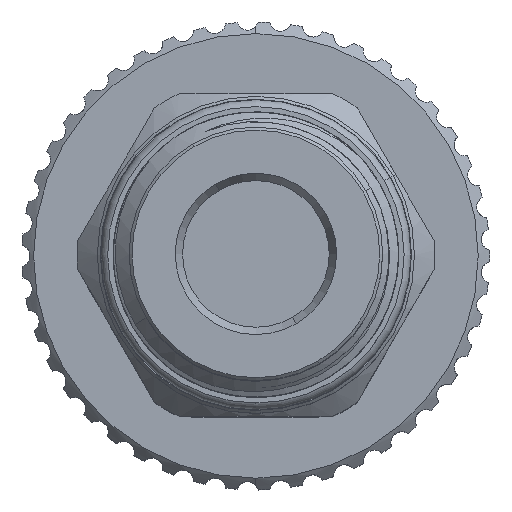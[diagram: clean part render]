
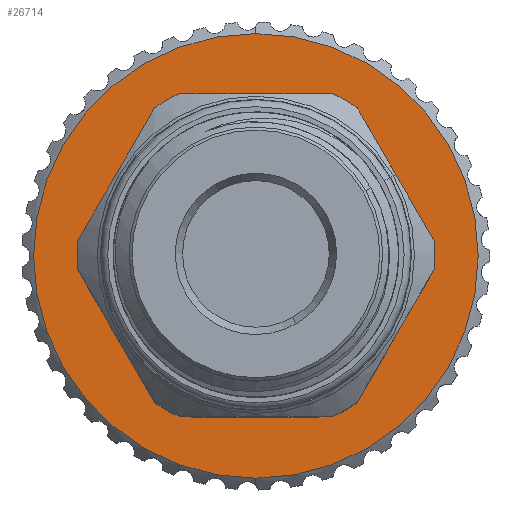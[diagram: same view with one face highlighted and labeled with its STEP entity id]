
A CAD part, top view. The second image highlights one B-rep face of the part: STEP entity #26714.
In plain terms, the highlighted planar face has unit normal (0, 0, 1).
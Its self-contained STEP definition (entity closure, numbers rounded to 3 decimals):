
#599 = AXIS2_PLACEMENT_3D ( 'NONE', #28309, #10659, #8652 ) ;
#957 = VERTEX_POINT ( 'NONE', #23606 ) ;
#1105 = LINE ( 'NONE', #28008, #26391 ) ;
#1288 = PLANE ( 'NONE',  #3723 ) ;
#1346 = EDGE_CURVE ( 'NONE', #2374, #1944, #26252, .T. ) ;
#1584 = CARTESIAN_POINT ( 'NONE',  ( -0.156, -8.148, -34.538 ) ) ;
#1661 = ORIENTED_EDGE ( 'NONE', *, *, #8650, .F. ) ;
#1761 = VERTEX_POINT ( 'NONE', #11863 ) ;
#1844 = EDGE_CURVE ( 'NONE', #1944, #6332, #26224, .T. ) ;
#1909 = ORIENTED_EDGE ( 'NONE', *, *, #23149, .T. ) ;
#1944 = VERTEX_POINT ( 'NONE', #10108 ) ;
#2197 = VECTOR ( 'NONE', #5115, 1000. ) ;
#2337 = DIRECTION ( 'NONE',  ( 0., -1., 0. ) ) ;
#2374 = VERTEX_POINT ( 'NONE', #22158 ) ;
#2664 = CARTESIAN_POINT ( 'NONE',  ( -7.135, 4.119, -34.538 ) ) ;
#2669 = EDGE_CURVE ( 'NONE', #4304, #15444, #12503, .T. ) ;
#2762 = CARTESIAN_POINT ( 'NONE',  ( 0., 0., -34.538 ) ) ;
#3072 = CARTESIAN_POINT ( 'NONE',  ( 7.135, -4.119, -34.538 ) ) ;
#3261 = DIRECTION ( 'NONE',  ( 0., -1., 0. ) ) ;
#3372 = CARTESIAN_POINT ( 'NONE',  ( 0., 0., -34.538 ) ) ;
#3723 = AXIS2_PLACEMENT_3D ( 'NONE', #20800, #5544, #3261 ) ;
#3898 = ORIENTED_EDGE ( 'NONE', *, *, #13249, .F. ) ;
#4304 = VERTEX_POINT ( 'NONE', #14088 ) ;
#4329 = ORIENTED_EDGE ( 'NONE', *, *, #23894, .F. ) ;
#4437 = CARTESIAN_POINT ( 'NONE',  ( -7.135, 3.939, -34.538 ) ) ;
#4575 = DIRECTION ( 'NONE',  ( 0., 0., 1. ) ) ;
#4877 = VECTOR ( 'NONE', #20020, 1000. ) ;
#5115 = DIRECTION ( 'NONE',  ( -0.866, -0.5, 0. ) ) ;
#5192 = DIRECTION ( 'NONE',  ( 0., -1., 0. ) ) ;
#5475 = CARTESIAN_POINT ( 'NONE',  ( 0., 0., -34.538 ) ) ;
#5544 = DIRECTION ( 'NONE',  ( 0., 0., -1. ) ) ;
#5712 = VERTEX_POINT ( 'NONE', #20969 ) ;
#6217 = EDGE_LOOP ( 'NONE', ( #24043, #4329, #3898, #15479, #14694, #23959, #16188, #18056, #9264, #17593, #22491, #1661, #20512 ) ) ;
#6332 = VERTEX_POINT ( 'NONE', #12570 ) ;
#6605 = LINE ( 'NONE', #2664, #2197 ) ;
#6757 = DIRECTION ( 'NONE',  ( 1., 0., 0. ) ) ;
#6845 = DIRECTION ( 'NONE',  ( 1., 0., 0. ) ) ;
#8011 = AXIS2_PLACEMENT_3D ( 'NONE', #16107, #16413, #5192 ) ;
#8160 = DIRECTION ( 'NONE',  ( 0.866, 0.5, 0. ) ) ;
#8352 = VECTOR ( 'NONE', #14372, 1000. ) ;
#8556 = EDGE_CURVE ( 'NONE', #13104, #5712, #16630, .T. ) ;
#8630 = VERTEX_POINT ( 'NONE', #12515 ) ;
#8650 = EDGE_CURVE ( 'NONE', #16690, #957, #14512, .T. ) ;
#8652 = DIRECTION ( 'NONE',  ( 1., 0., 0. ) ) ;
#8731 = DIRECTION ( 'NONE',  ( 0., 0., 1. ) ) ;
#9110 = DIRECTION ( 'NONE',  ( 0., 0., 1. ) ) ;
#9213 = CIRCLE ( 'NONE', #25376, 8.15 ) ;
#9264 = ORIENTED_EDGE ( 'NONE', *, *, #8556, .F. ) ;
#9626 = DIRECTION ( 'NONE',  ( 0., 0., 1. ) ) ;
#9717 = EDGE_CURVE ( 'NONE', #18576, #25323, #18963, .T. ) ;
#10108 = CARTESIAN_POINT ( 'NONE',  ( 7.135, 3.939, -34.538 ) ) ;
#10440 = EDGE_CURVE ( 'NONE', #6332, #26007, #13441, .T. ) ;
#10587 = CARTESIAN_POINT ( 'NONE',  ( 0., 0., -34.538 ) ) ;
#10659 = DIRECTION ( 'NONE',  ( 0., 0., 1. ) ) ;
#10693 = FACE_BOUND ( 'NONE', #6217, .T. ) ;
#10751 = VECTOR ( 'NONE', #8160, 1000. ) ;
#10997 = CIRCLE ( 'NONE', #25192, 8.15 ) ;
#11327 = CARTESIAN_POINT ( 'NONE',  ( 0., 8.239, -34.538 ) ) ;
#11863 = CARTESIAN_POINT ( 'NONE',  ( -0.156, 8.148, -34.538 ) ) ;
#11961 = DIRECTION ( 'NONE',  ( 0., 0., 1. ) ) ;
#12095 = EDGE_CURVE ( 'NONE', #957, #24861, #1105, .T. ) ;
#12503 = CIRCLE ( 'NONE', #28120, 15.3 ) ;
#12515 = CARTESIAN_POINT ( 'NONE',  ( 0., 8.15, -34.538 ) ) ;
#12570 = CARTESIAN_POINT ( 'NONE',  ( 6.979, 4.21, -34.538 ) ) ;
#13104 = VERTEX_POINT ( 'NONE', #19767 ) ;
#13249 = EDGE_CURVE ( 'NONE', #8630, #1761, #19149, .T. ) ;
#13441 = LINE ( 'NONE', #11327, #4877 ) ;
#14088 = CARTESIAN_POINT ( 'NONE',  ( 0., 15.3, -34.538 ) ) ;
#14320 = EDGE_CURVE ( 'NONE', #25323, #16690, #27557, .T. ) ;
#14372 = DIRECTION ( 'NONE',  ( 0., -1., 0. ) ) ;
#14512 = CIRCLE ( 'NONE', #599, 8.15 ) ;
#14694 = ORIENTED_EDGE ( 'NONE', *, *, #10440, .F. ) ;
#15444 = VERTEX_POINT ( 'NONE', #25417 ) ;
#15479 = ORIENTED_EDGE ( 'NONE', *, *, #19308, .F. ) ;
#15491 = DIRECTION ( 'NONE',  ( 0.866, -0.5, 0. ) ) ;
#15529 = AXIS2_PLACEMENT_3D ( 'NONE', #17510, #8731, #6757 ) ;
#15779 = AXIS2_PLACEMENT_3D ( 'NONE', #2762, #4575, #18083 ) ;
#16107 = CARTESIAN_POINT ( 'NONE',  ( 0., 0., -34.538 ) ) ;
#16185 = EDGE_CURVE ( 'NONE', #24861, #13104, #10997, .T. ) ;
#16188 = ORIENTED_EDGE ( 'NONE', *, *, #1346, .F. ) ;
#16413 = DIRECTION ( 'NONE',  ( 0., 0., 1. ) ) ;
#16603 = CIRCLE ( 'NONE', #8011, 15.3 ) ;
#16630 = LINE ( 'NONE', #3072, #10751 ) ;
#16690 = VERTEX_POINT ( 'NONE', #23761 ) ;
#17510 = CARTESIAN_POINT ( 'NONE',  ( 0., 0., -34.538 ) ) ;
#17593 = ORIENTED_EDGE ( 'NONE', *, *, #16185, .F. ) ;
#18056 = ORIENTED_EDGE ( 'NONE', *, *, #18376, .F. ) ;
#18083 = DIRECTION ( 'NONE',  ( 1., 0., 0. ) ) ;
#18376 = EDGE_CURVE ( 'NONE', #5712, #2374, #9213, .T. ) ;
#18437 = ORIENTED_EDGE ( 'NONE', *, *, #2669, .T. ) ;
#18561 = CIRCLE ( 'NONE', #15529, 8.15 ) ;
#18576 = VERTEX_POINT ( 'NONE', #25366 ) ;
#18589 = DIRECTION ( 'NONE',  ( 1., 0., 0. ) ) ;
#18963 = CIRCLE ( 'NONE', #15779, 8.15 ) ;
#19149 = CIRCLE ( 'NONE', #23157, 8.15 ) ;
#19308 = EDGE_CURVE ( 'NONE', #26007, #8630, #18561, .T. ) ;
#19744 = DIRECTION ( 'NONE',  ( 0., 0., 1. ) ) ;
#19767 = CARTESIAN_POINT ( 'NONE',  ( 0.156, -8.148, -34.538 ) ) ;
#20020 = DIRECTION ( 'NONE',  ( -0.866, 0.5, 0. ) ) ;
#20095 = CARTESIAN_POINT ( 'NONE',  ( 0., 0., -34.538 ) ) ;
#20479 = VECTOR ( 'NONE', #25464, 1000. ) ;
#20512 = ORIENTED_EDGE ( 'NONE', *, *, #14320, .F. ) ;
#20800 = CARTESIAN_POINT ( 'NONE',  ( 0., 0., -34.538 ) ) ;
#20821 = DIRECTION ( 'NONE',  ( 1., 0., 0. ) ) ;
#20843 = AXIS2_PLACEMENT_3D ( 'NONE', #5475, #11961, #20821 ) ;
#20969 = CARTESIAN_POINT ( 'NONE',  ( 6.979, -4.21, -34.538 ) ) ;
#21201 = CARTESIAN_POINT ( 'NONE',  ( 0.156, 8.148, -34.538 ) ) ;
#21725 = CARTESIAN_POINT ( 'NONE',  ( 0., 0., -34.538 ) ) ;
#22158 = CARTESIAN_POINT ( 'NONE',  ( 7.135, -3.939, -34.538 ) ) ;
#22491 = ORIENTED_EDGE ( 'NONE', *, *, #12095, .F. ) ;
#23149 = EDGE_CURVE ( 'NONE', #15444, #4304, #16603, .T. ) ;
#23157 = AXIS2_PLACEMENT_3D ( 'NONE', #3372, #9626, #18589 ) ;
#23290 = CARTESIAN_POINT ( 'NONE',  ( 7.135, 4.119, -34.538 ) ) ;
#23606 = CARTESIAN_POINT ( 'NONE',  ( -6.979, -4.21, -34.538 ) ) ;
#23761 = CARTESIAN_POINT ( 'NONE',  ( -7.135, -3.939, -34.538 ) ) ;
#23894 = EDGE_CURVE ( 'NONE', #1761, #18576, #6605, .T. ) ;
#23959 = ORIENTED_EDGE ( 'NONE', *, *, #1844, .F. ) ;
#24012 = DIRECTION ( 'NONE',  ( 0., 0., 1. ) ) ;
#24043 = ORIENTED_EDGE ( 'NONE', *, *, #9717, .F. ) ;
#24861 = VERTEX_POINT ( 'NONE', #1584 ) ;
#25141 = EDGE_LOOP ( 'NONE', ( #1909, #18437 ) ) ;
#25192 = AXIS2_PLACEMENT_3D ( 'NONE', #21725, #24012, #26195 ) ;
#25265 = CARTESIAN_POINT ( 'NONE',  ( -7.135, -4.119, -34.538 ) ) ;
#25323 = VERTEX_POINT ( 'NONE', #4437 ) ;
#25366 = CARTESIAN_POINT ( 'NONE',  ( -6.979, 4.21, -34.538 ) ) ;
#25376 = AXIS2_PLACEMENT_3D ( 'NONE', #20095, #9110, #6845 ) ;
#25411 = FACE_OUTER_BOUND ( 'NONE', #25141, .T. ) ;
#25417 = CARTESIAN_POINT ( 'NONE',  ( 0., -15.3, -34.538 ) ) ;
#25464 = DIRECTION ( 'NONE',  ( 0., 1., 0. ) ) ;
#26007 = VERTEX_POINT ( 'NONE', #21201 ) ;
#26195 = DIRECTION ( 'NONE',  ( 1., 0., 0. ) ) ;
#26224 = CIRCLE ( 'NONE', #20843, 8.15 ) ;
#26252 = LINE ( 'NONE', #23290, #20479 ) ;
#26391 = VECTOR ( 'NONE', #15491, 1000. ) ;
#26714 = ADVANCED_FACE ( 'NONE', ( #25411, #10693 ), #1288, .F. ) ;
#27557 = LINE ( 'NONE', #25265, #8352 ) ;
#28008 = CARTESIAN_POINT ( 'NONE',  ( 0., -8.239, -34.538 ) ) ;
#28120 = AXIS2_PLACEMENT_3D ( 'NONE', #10587, #19744, #2337 ) ;
#28309 = CARTESIAN_POINT ( 'NONE',  ( 0., 0., -34.538 ) ) ;
